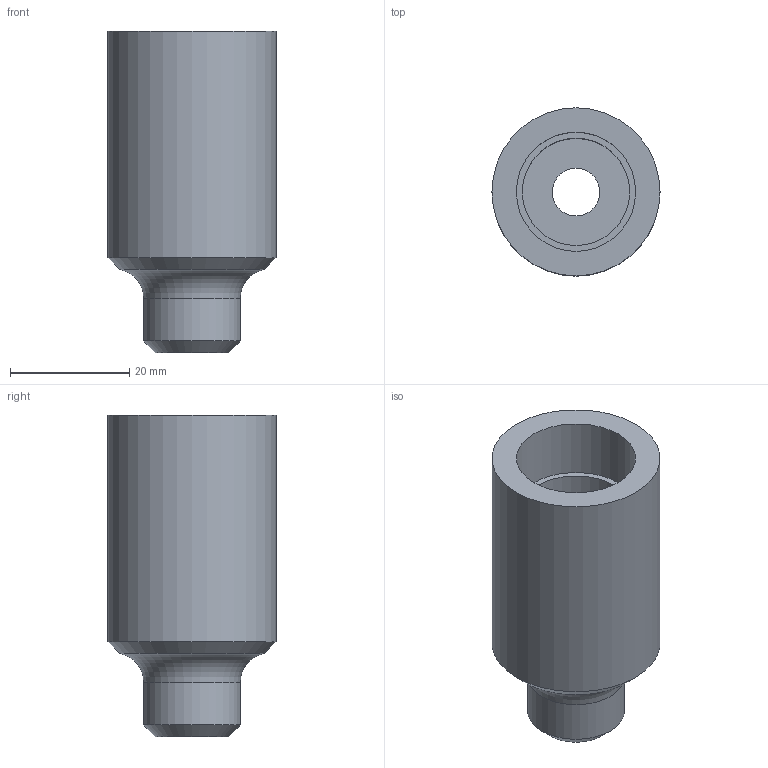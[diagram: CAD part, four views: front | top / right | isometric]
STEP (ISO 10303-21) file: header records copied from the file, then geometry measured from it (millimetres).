
FILE_DESCRIPTION( ( '' ), ' ' );
FILE_NAME( '5aa29abc41d49b0fc85e7b4d.step', '2018-03-09T14:31:25', ( '' ), ( '' ), ' ', ' ', ' ' );
FILE_SCHEMA( ( 'AUTOMOTIVE_DESIGN { 1 0 10303 214 1 1 1 1 }' ) );
Length unit declared in the file: metre
Products named in the file (1): Frame
Bounding box: 28.2 x 28.2 x 54 mm (x, y, z)
Volume: 17126 mm3; surface area: 7738.8 mm2
Topology: 1 solids, 1 shells, 14 faces, 26 edges, 17 vertices
Faces by surface type: cylinder 6, plane 5, cone 2, torus 1
Full cylindrical faces by diameter (mm): 8 x1, 10 x1, 16.2 x1, 18 x1, 20 x1, 28.2 x1
Entity records: 416 total; most frequent: DIRECTION 58, CARTESIAN_POINT 43, AXIS2_PLACEMENT_3D 29, EDGE_LOOP 28, ORIENTED_EDGE 28, FACE_OUTER_BOUND 21, STYLED_ITEM 14, PRESENTATION_STYLE_ASSIGNMENT 14
